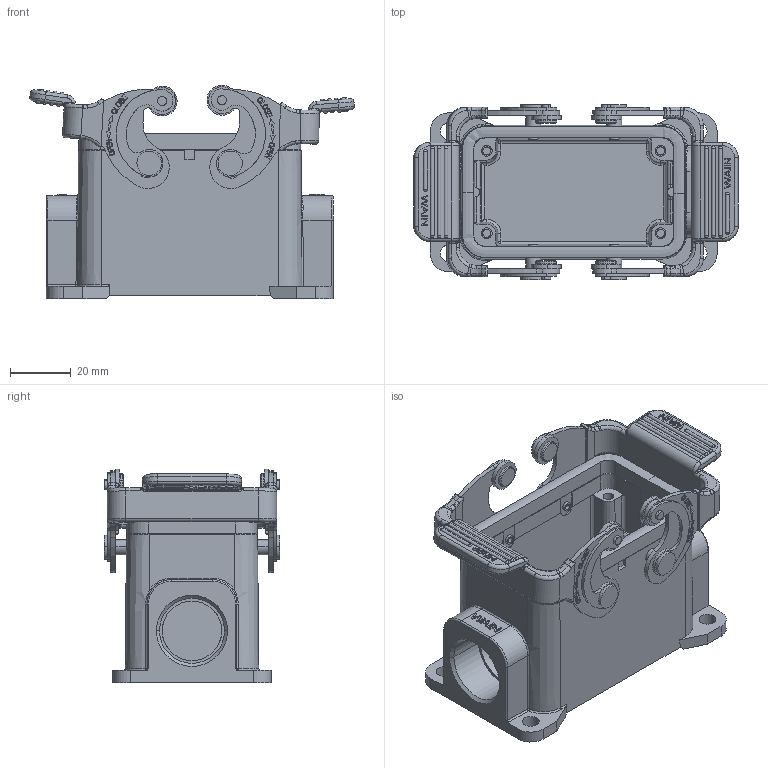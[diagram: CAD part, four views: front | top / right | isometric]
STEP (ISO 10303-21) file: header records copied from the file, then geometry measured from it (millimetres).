
FILE_DESCRIPTION((''),'2;1');
FILE_NAME('ASM0025_SW0001','2023-12-15T',('yp.zhu'),(''),'PRO/ENGINEER BY PARAMETRIC TECHNOLOGY CORPORATION, 2012480','PRO/ENGINEER BY PARAMETRIC TECHNOLOGY CORPORATION, 2012480','');
FILE_SCHEMA(('CONFIG_CONTROL_DESIGN'));
Products named in the file (1): ASM0025_SW0001
Bounding box: 106.42 x 57.4 x 69.97 mm (x, y, z)
Volume: 88458.8 mm3; surface area: 48774 mm2
Topology: 5 solids, 5 shells, 1521 faces, 4077 edges, 2703 vertices
Faces by surface type: plane 763, cylinder 357, extrusion 154, torus 80, bspline 72, cone 56, sphere 39
Entity records: 61472 total; most frequent: CARTESIAN_POINT 23815, ORIENTED_EDGE 8120, DIRECTION 7246, EDGE_CURVE 4060, VERTEX_POINT 2703, AXIS2_PLACEMENT_3D 2422, VECTOR 2402, LINE 2248
